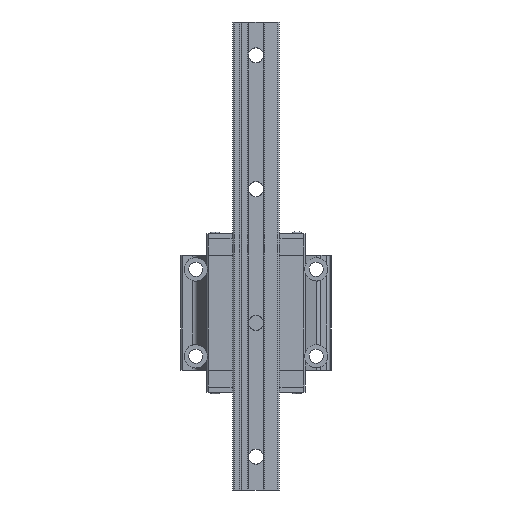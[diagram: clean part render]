
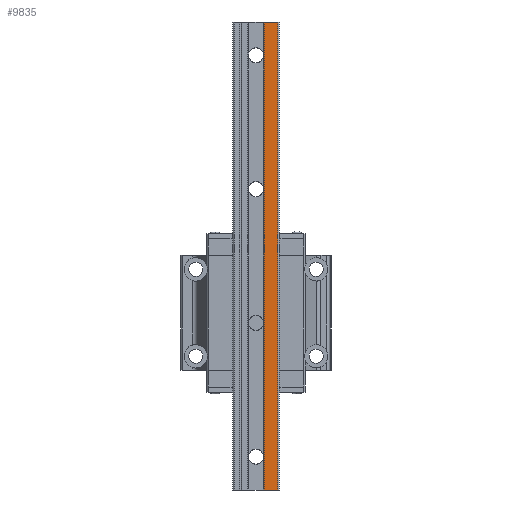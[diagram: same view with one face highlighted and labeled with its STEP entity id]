
A CAD part, front view. The second image highlights one B-rep face of the part: STEP entity #9835.
In plain terms, the highlighted planar face has unit normal (0, -1, 0).
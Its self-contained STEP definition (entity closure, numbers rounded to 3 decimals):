
#32 = DIRECTION ( 'NONE',  ( 0., 0., 1. ) ) ;
#71 = DIRECTION ( 'NONE',  ( 1., 0., 0. ) ) ;
#100 = LINE ( 'NONE', #1130, #7102 ) ;
#474 = EDGE_CURVE ( 'NONE', #1875, #5023, #100, .T. ) ;
#767 = CARTESIAN_POINT ( 'NONE',  ( 13., -23., -280. ) ) ;
#1130 = CARTESIAN_POINT ( 'NONE',  ( 13., -23., -280. ) ) ;
#1510 = EDGE_CURVE ( 'NONE', #9916, #4980, #8559, .T. ) ;
#1734 = ORIENTED_EDGE ( 'NONE', *, *, #474, .T. ) ;
#1848 = VECTOR ( 'NONE', #6142, 1000. ) ;
#1875 = VERTEX_POINT ( 'NONE', #767 ) ;
#2114 = LINE ( 'NONE', #7861, #1848 ) ;
#2281 = ORIENTED_EDGE ( 'NONE', *, *, #8055, .F. ) ;
#3357 = FACE_OUTER_BOUND ( 'NONE', #3470, .T. ) ;
#3470 = EDGE_LOOP ( 'NONE', ( #2281, #5696, #7581, #1734 ) ) ;
#3494 = PLANE ( 'NONE',  #7493 ) ;
#3539 = CARTESIAN_POINT ( 'NONE',  ( 5., -23., -280. ) ) ;
#3832 = LINE ( 'NONE', #7093, #8221 ) ;
#3899 = VECTOR ( 'NONE', #32, 1000. ) ;
#4129 = CARTESIAN_POINT ( 'NONE',  ( 5., -23., 0. ) ) ;
#4376 = DIRECTION ( 'NONE',  ( 0., 0., -1. ) ) ;
#4980 = VERTEX_POINT ( 'NONE', #4129 ) ;
#5023 = VERTEX_POINT ( 'NONE', #5049 ) ;
#5049 = CARTESIAN_POINT ( 'NONE',  ( 13., -23., 0. ) ) ;
#5216 = DIRECTION ( 'NONE',  ( 0., -1., 0. ) ) ;
#5338 = EDGE_CURVE ( 'NONE', #9916, #1875, #2114, .T. ) ;
#5696 = ORIENTED_EDGE ( 'NONE', *, *, #1510, .F. ) ;
#6142 = DIRECTION ( 'NONE',  ( 1., 0., 0. ) ) ;
#7093 = CARTESIAN_POINT ( 'NONE',  ( 5., -23., 0. ) ) ;
#7102 = VECTOR ( 'NONE', #7278, 1000. ) ;
#7172 = CARTESIAN_POINT ( 'NONE',  ( 5., -23., -280. ) ) ;
#7278 = DIRECTION ( 'NONE',  ( 0., 0., 1. ) ) ;
#7493 = AXIS2_PLACEMENT_3D ( 'NONE', #7877, #5216, #4376 ) ;
#7581 = ORIENTED_EDGE ( 'NONE', *, *, #5338, .T. ) ;
#7861 = CARTESIAN_POINT ( 'NONE',  ( 5., -23., -280. ) ) ;
#7877 = CARTESIAN_POINT ( 'NONE',  ( 5., -23., -280. ) ) ;
#8055 = EDGE_CURVE ( 'NONE', #4980, #5023, #3832, .T. ) ;
#8221 = VECTOR ( 'NONE', #71, 1000. ) ;
#8559 = LINE ( 'NONE', #3539, #3899 ) ;
#9835 = ADVANCED_FACE ( 'NONE', ( #3357 ), #3494, .T. ) ;
#9916 = VERTEX_POINT ( 'NONE', #7172 ) ;
